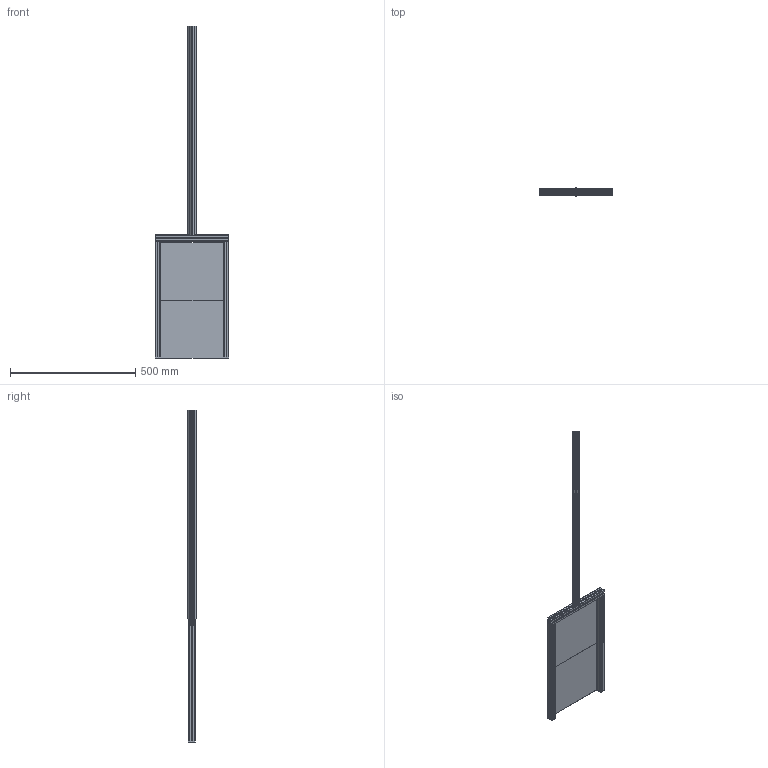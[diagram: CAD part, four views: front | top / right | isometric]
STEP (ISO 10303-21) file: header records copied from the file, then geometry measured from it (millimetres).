
FILE_DESCRIPTION(('Open CASCADE Model'),'2;1');
FILE_NAME('Open CASCADE Shape Model','2020-05-05T11:29:53',('Author'),( 'Open CASCADE'),'Open CASCADE STEP processor 6.9','Open CASCADE 6.9' ,'Unknown');
FILE_SCHEMA(('AUTOMOTIVE_DESIGN { 1 0 10303 214 1 1 1 1 }'));
Length unit declared in the file: millimetre
Products named in the file (7): Open CASCADE STEP translator 6.9 1; Open CASCADE STEP translator 6.9 1.1; Open CASCADE STEP translator 6.9 1.2; Open CASCADE STEP translator 6.9 1.3; Open CASCADE STEP translator 6.9 1.4; Open CASCADE STEP translator 6.9 1.5; Open CASCADE STEP translator 6.9 1.6
Assembly tree (6 placements, depth 2):
  Open CASCADE STEP translator 6.9 1
    Open CASCADE STEP translator 6.9 1.1
    Open CASCADE STEP translator 6.9 1.2
    Open CASCADE STEP translator 6.9 1.3
    Open CASCADE STEP translator 6.9 1.4
    Open CASCADE STEP translator 6.9 1.5
    Open CASCADE STEP translator 6.9 1.6
Bounding box: 295 x 33.91 x 1327.05 mm (x, y, z)
Volume: 751784.2 mm3; surface area: 727083.5 mm2
Topology: 6 solids, 6 shells, 239 faces, 753 edges, 523 vertices
Faces by surface type: plane 184, cylinder 55
Full cylindrical faces by diameter (mm): 3.3 x3, 4.039 x12, 5.029 x8, 5.8 x8, 6.3 x4
Entity records: 34369 total; most frequent: CARTESIAN_POINT 19528, DIRECTION 2636, LINE 1821, VECTOR 1821, ORIENTED_EDGE 1506, PCURVE 1506, DEFINITIONAL_REPRESENTATION 1506, EDGE_CURVE 753
